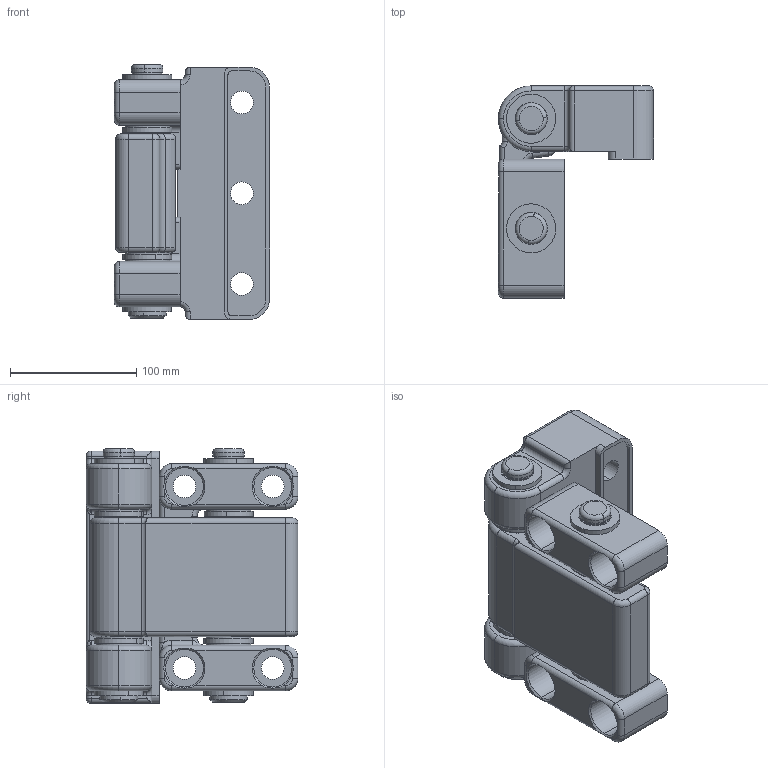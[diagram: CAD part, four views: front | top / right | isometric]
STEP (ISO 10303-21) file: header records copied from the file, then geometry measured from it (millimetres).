
FILE_DESCRIPTION (( 'STEP AP203' ), '1' );
FILE_NAME ('A-1736-A-1_.STEP', '2011-05-12T02:35:45', ( '' ), ( '' ), 'SwSTEP 2.0', 'SolidWorks 2011', '' );
FILE_SCHEMA (( 'CONFIG_CONTROL_DESIGN' ));
Length unit declared in the file: millimetre
Products named in the file (8): A-1736-A-1_; FB-1736-A-1特注ワッシャー_; FB-1736-A-1鍔付ブッシュ_; FB-1736-A-1僔儍僼僩_; FBFB-1736-A-1扉側台座R_; FBFB-1736-A-1扉側台座L_; FB-1736-A-1中間ベース_; FBFB-1736-A-1筐体側台座_
Assembly tree (22 placements, depth 2):
  A-1736-A-1_
    FB-1736-A-1僔儍僼僩_  x2
    FBFB-1736-A-1扉側台座R_
    FBFB-1736-A-1扉側台座L_
    FB-1736-A-1中間ベース_
    FB-1736-A-1特注ワッシャー_  x8
    FBFB-1736-A-1筐体側台座_
    FB-1736-A-1鍔付ブッシュ_  x8
Bounding box: 123 x 168 x 202 mm (x, y, z)
Volume: 1764196.6 mm3; surface area: 317882.1 mm2
Topology: 22 solids, 24 shells, 477 faces, 1084 edges, 665 vertices
Faces by surface type: cylinder 255, plane 135, torus 57, cone 18, sphere 6, bspline 6
Entity records: 12152 total; most frequent: CARTESIAN_POINT 2610, DIRECTION 1914, ORIENTED_EDGE 1636, EDGE_CURVE 818, AXIS2_PLACEMENT_3D 777, VERTEX_POINT 497, CIRCLE 410, EDGE_LOOP 389
